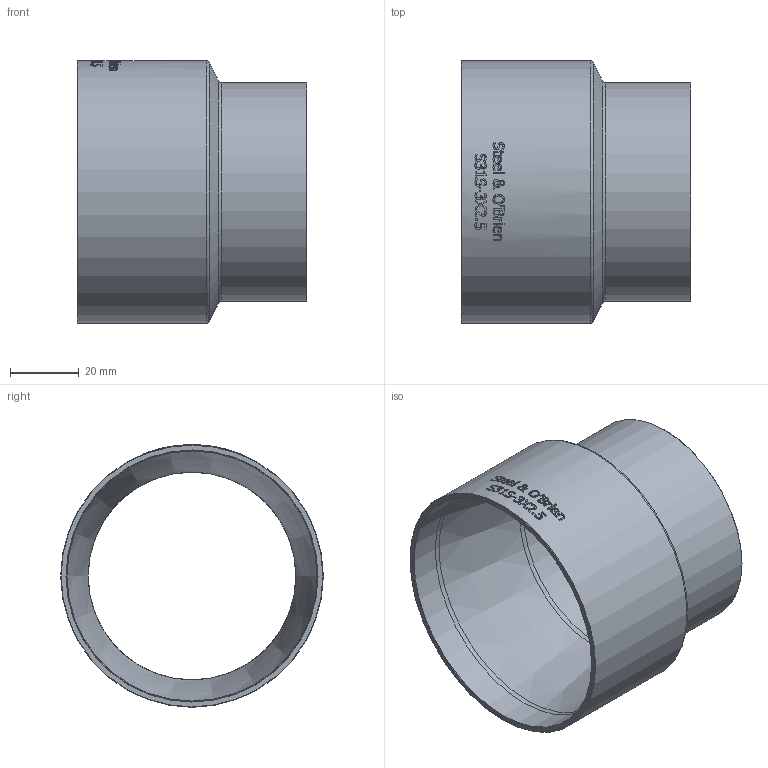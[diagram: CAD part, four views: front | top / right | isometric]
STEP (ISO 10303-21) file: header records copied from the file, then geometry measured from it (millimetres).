
FILE_DESCRIPTION(/* description */ (''),/* implementation_level */ '2;1');
FILE_NAME(/* name */ 'S31S-3X25.stp',/* time_stamp */ '2018-11-20T11:52:28-05:00',/* author */ ('rick'),/* organization */ (''),/* preprocessor_version */ 'ST-DEVELOPER v15.2',/* originating_system */ 'Autodesk Inventor 2014',/* authorisation */ '');
FILE_SCHEMA (('AUTOMOTIVE_DESIGN { 1 0 10303 214 3 1 1 }'));
Length unit declared in the file: inch
Products named in the file (1): S31S-3X25
Bounding box: 66.67 x 76.2 x 76.2 mm (x, y, z)
Volume: 45604.4 mm3; surface area: 30101.3 mm2
Topology: 1 solids, 1 shells, 409 faces, 1113 edges, 738 vertices
Faces by surface type: bspline 214, plane 149, cylinder 36, torus 8, cone 2
Full cylindrical faces by diameter (mm): 60.198 x1, 63.5 x1, 72.898 x1, 76.2 x1
Entity records: 16787 total; most frequent: CARTESIAN_POINT 7746, ORIENTED_EDGE 2198, DIRECTION 1247, EDGE_CURVE 1099, VERTEX_POINT 738, LINE 487, VECTOR 487, EDGE_LOOP 457
